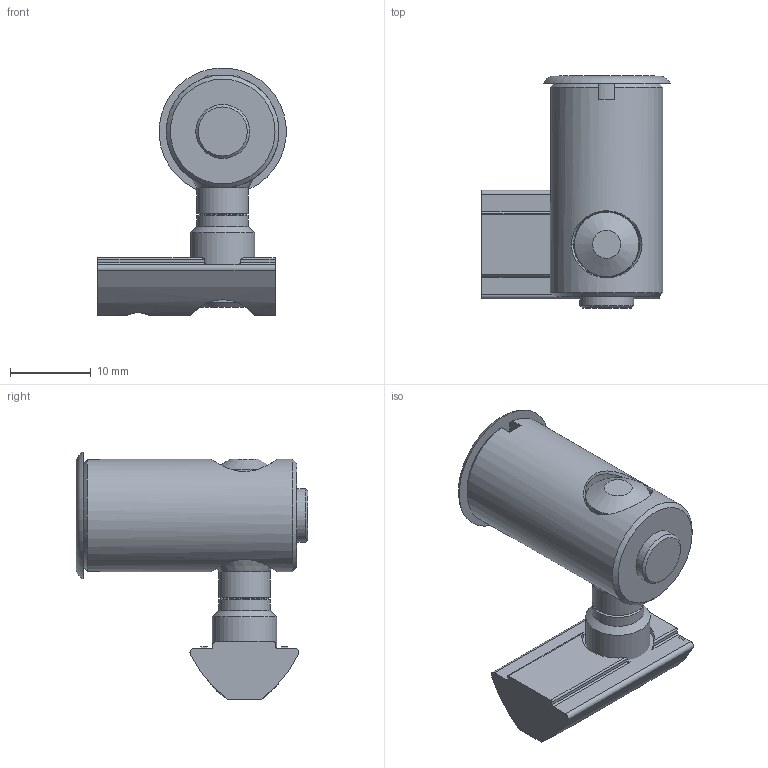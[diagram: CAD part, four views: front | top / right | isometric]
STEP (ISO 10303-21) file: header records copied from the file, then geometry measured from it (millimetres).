
FILE_DESCRIPTION(/* description */ (''),/* implementation_level */ '2;1');
FILE_NAME(/* name */ '282313001 Gehrungsverbinder Satz Nut8.STEP',/* time_stamp */ '2014-03-27T11:24:59+01:00',/* author */ ('mstrom'),/* organization */ (''),/* preprocessor_version */ 'ST-DEVELOPER v15.2',/* originating_system */ 'Autodesk Inventor 2014',/* authorisation */ '0 mm^3');
FILE_SCHEMA (('AUTOMOTIVE_DESIGN { 1 0 10303 214 3 1 1 }'));
Length unit declared in the file: millimetre
Products named in the file (1): 282313001 Gehrungsverbinder-Satz N8
Bounding box: 23.38 x 28.8 x 30.78 mm (x, y, z)
Surface area: 5034.7 mm2 (no closed solid volume)
Topology: 0 solids, 5 shells, 115 faces, 288 edges, 185 vertices
Faces by surface type: plane 56, cylinder 30, cone 21, bspline 4, sphere 2, torus 2
Full cylindrical faces by diameter (mm): 3.5 x1, 5 x2, 5.5 x1, 6.4 x2, 6.7 x1, 6.8 x1, 8 x3, 8.2 x1, 8.5 x1, 10 x1, 14 x1
Entity records: 4298 total; most frequent: CARTESIAN_POINT 1650, DIRECTION 498, ORIENTED_EDGE 482, EDGE_CURVE 241, AXIS2_PLACEMENT_3D 189, VERTEX_POINT 171, EDGE_LOOP 156, LINE 120
